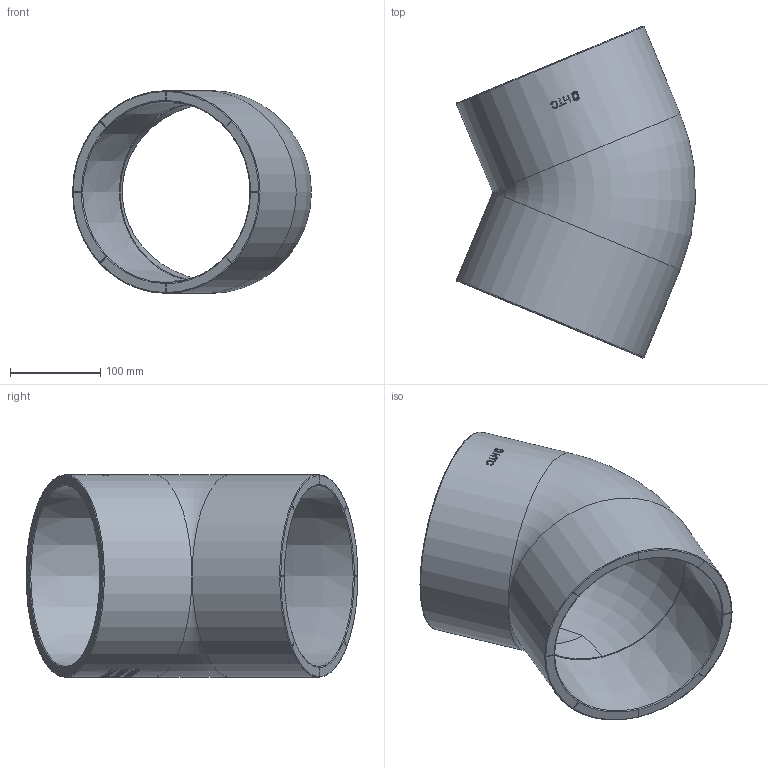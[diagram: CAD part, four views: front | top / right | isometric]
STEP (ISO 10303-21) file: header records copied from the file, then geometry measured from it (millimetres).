
FILE_DESCRIPTION(/* description */ (''),/* implementation_level */ '2;1');
FILE_NAME(/* name */ 'Z4A200PGQL.stp',/* time_stamp */ '2025-05-29T15:26:46+08:00',/* author */ (''),/* organization */ (''),/* preprocessor_version */ 'ST-DEVELOPER v16.7',/* originating_system */ 'SIEMENS PLM Software NX 12.0',/* authorisation */ '');
FILE_SCHEMA (('AUTOMOTIVE_DESIGN { 1 0 10303 214 3 1 1 1 }'));
Length unit declared in the file: millimetre
Products named in the file (1): Admi0670CF11zxmj
Bounding box: 265.46 x 368.69 x 225.34 mm (x, y, z)
Volume: 2565229.4 mm3; surface area: 419076 mm2
Topology: 1 solids, 1 shells, 534 faces, 1411 edges, 927 vertices
Faces by surface type: plane 282, extrusion 189, cylinder 55, torus 6, cone 2
Full cylindrical faces by diameter (mm): 4.98 x1, 6.64 x1, 225.338 x2
Entity records: 20576 total; most frequent: CARTESIAN_POINT 8119, ORIENTED_EDGE 2788, DIRECTION 2027, EDGE_CURVE 1394, VERTEX_POINT 921, VECTOR 873, LINE 684, B_SPLINE_CURVE_WITH_KNOTS 668
